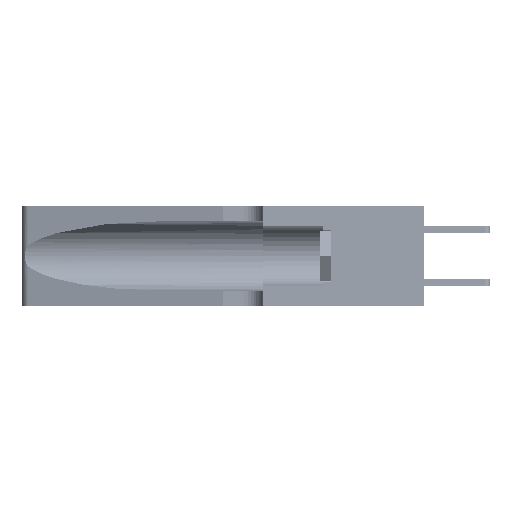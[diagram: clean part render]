
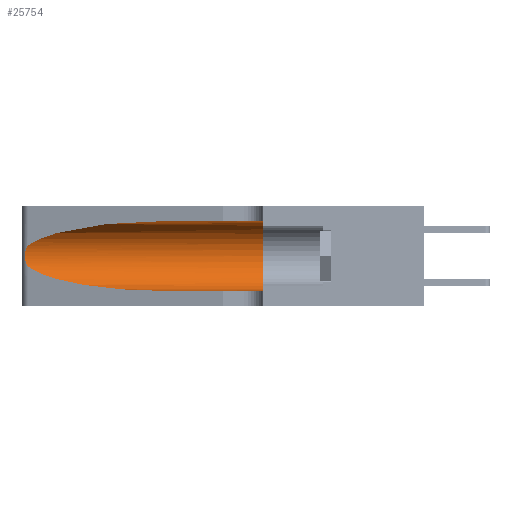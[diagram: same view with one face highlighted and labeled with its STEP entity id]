
A CAD part, left-side view. The second image highlights one B-rep face of the part: STEP entity #25754.
In plain terms, the highlighted cylindrical face has radius 3.308 mm (diameter 6.617 mm), a partial arc.
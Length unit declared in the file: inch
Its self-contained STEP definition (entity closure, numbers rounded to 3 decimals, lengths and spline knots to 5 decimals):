
#208 = CARTESIAN_POINT ( 'NONE',  ( 0.25555, 1.22994, 0.2215 ) ) ;
#900 =( BOUNDED_CURVE ( )  B_SPLINE_CURVE ( 3, ( #37444, #31100, #40904, #15490 ),
 .UNSPECIFIED., .F., .T. ) 
 B_SPLINE_CURVE_WITH_KNOTS ( ( 4, 4 ),
 ( 1.5708, 2.84003 ),
 .UNSPECIFIED. ) 
 CURVE ( )  GEOMETRIC_REPRESENTATION_ITEM ( )  RATIONAL_B_SPLINE_CURVE ( ( 1., 0.87, 0.87, 1. ) ) 
 REPRESENTATION_ITEM ( '' )  );
#1905 = AXIS2_PLACEMENT_3D ( 'NONE', #40097, #8756, #33898 ) ;
#2960 = CARTESIAN_POINT ( 'NONE',  ( 0.25639, 1.23186, 0.15144 ) ) ;
#3295 = DIRECTION ( 'NONE',  ( 0., 0., 1. ) ) ;
#3322 = VERTEX_POINT ( 'NONE', #18367 ) ;
#3355 = VERTEX_POINT ( 'NONE', #5115 ) ;
#3764 = EDGE_LOOP ( 'NONE', ( #3925, #30864, #17315, #31688, #10081, #25627 ) ) ;
#3925 = ORIENTED_EDGE ( 'NONE', *, *, #18710, .T. ) ;
#3948 = LINE ( 'NONE', #6835, #40028 ) ;
#4364 = CARTESIAN_POINT ( 'NONE',  ( 0.1305, 0.72297, 0.05475 ) ) ;
#5115 = CARTESIAN_POINT ( 'NONE',  ( 0.1305, 0.72297, 0.31525 ) ) ;
#5438 = VERTEX_POINT ( 'NONE', #22928 ) ;
#6157 = CARTESIAN_POINT ( 'NONE',  ( 0.25787, 1.23484, 0.2124 ) ) ;
#6835 = CARTESIAN_POINT ( 'NONE',  ( 0.1305, 1.61858, 0.05475 ) ) ;
#7690 = CIRCLE ( 'NONE', #13422, 0.13025 ) ;
#7952 = CARTESIAN_POINT ( 'NONE',  ( 0.2373, 1.15595, 0.08982 ) ) ;
#7967 = VERTEX_POINT ( 'NONE', #9124 ) ;
#8409 = CARTESIAN_POINT ( 'NONE',  ( 0.1305, 0.35, 0.05475 ) ) ;
#8756 = DIRECTION ( 'NONE',  ( 0., -1., 0. ) ) ;
#9124 = CARTESIAN_POINT ( 'NONE',  ( 0.1305, 0.72297, 0.05475 ) ) ;
#9320 = CARTESIAN_POINT ( 'NONE',  ( 0.25487, 1.22718, 0.14631 ) ) ;
#10081 = ORIENTED_EDGE ( 'NONE', *, *, #20081, .F. ) ;
#11090 = EDGE_CURVE ( 'NONE', #5438, #3322, #26723, .T. ) ;
#12325 = CYLINDRICAL_SURFACE ( 'NONE', #1905, 0.13025 ) ;
#13422 = AXIS2_PLACEMENT_3D ( 'NONE', #25665, #22241, #3295 ) ;
#14907 = EDGE_CURVE ( 'NONE', #3322, #7967, #31040, .T. ) ;
#15490 = CARTESIAN_POINT ( 'NONE',  ( 0.25487, 1.22718, 0.22369 ) ) ;
#15538 = CARTESIAN_POINT ( 'NONE',  ( 0.25487, 1.22718, 0.22369 ) ) ;
#15681 = CARTESIAN_POINT ( 'NONE',  ( 0.25639, 1.23184, 0.21858 ) ) ;
#17315 = ORIENTED_EDGE ( 'NONE', *, *, #14907, .T. ) ;
#18367 = CARTESIAN_POINT ( 'NONE',  ( 0.25487, 1.22718, 0.14631 ) ) ;
#18710 = EDGE_CURVE ( 'NONE', #3355, #5438, #900, .T. ) ;
#18843 = CARTESIAN_POINT ( 'NONE',  ( 0.25555, 1.22993, 0.14849 ) ) ;
#20081 = EDGE_CURVE ( 'NONE', #38794, #23732, #7690, .T. ) ;
#21931 = CARTESIAN_POINT ( 'NONE',  ( 0.25789, 1.23486, 0.15765 ) ) ;
#22196 = CARTESIAN_POINT ( 'NONE',  ( 0.26075, 1.23896, 0.19203 ) ) ;
#22241 = DIRECTION ( 'NONE',  ( 0., 1., 0. ) ) ;
#22645 = CARTESIAN_POINT ( 'NONE',  ( 0.1305, 0.35, 0.31525 ) ) ;
#22928 = CARTESIAN_POINT ( 'NONE',  ( 0.25487, 1.22718, 0.22369 ) ) ;
#23304 = CARTESIAN_POINT ( 'NONE',  ( 0.25487, 1.22718, 0.14631 ) ) ;
#23732 = VERTEX_POINT ( 'NONE', #8409 ) ;
#25190 = CARTESIAN_POINT ( 'NONE',  ( 0.26018, 1.23835, 0.19895 ) ) ;
#25492 = EDGE_CURVE ( 'NONE', #7967, #23732, #3948, .T. ) ;
#25627 = ORIENTED_EDGE ( 'NONE', *, *, #38742, .F. ) ;
#25665 = CARTESIAN_POINT ( 'NONE',  ( 0.1305, 0.35, 0.185 ) ) ;
#25751 = VECTOR ( 'NONE', #40340, 39.37008 ) ;
#25754 = ADVANCED_FACE ( 'NONE', ( #30118 ), #12325, .F. ) ;
#26723 = B_SPLINE_CURVE_WITH_KNOTS ( 'NONE', 3,
 ( #15538, #208, #15681, #6157, #34466, #25190, #22196, #28226, #37625, #40820, #21931, #2960, #18843, #9320 ),
 .UNSPECIFIED., .F., .F.,
 ( 4, 2, 2, 2, 2, 2, 4 ),
 ( 0., 0.00027, 0.00053, 0.00107, 0.0016, 0.00187, 0.00214 ),
 .UNSPECIFIED. ) ;
#28226 = CARTESIAN_POINT ( 'NONE',  ( 0.26075, 1.23896, 0.178 ) ) ;
#30050 = CARTESIAN_POINT ( 'NONE',  ( 0.18966, 0.96281, 0.05475 ) ) ;
#30118 = FACE_OUTER_BOUND ( 'NONE', #3764, .T. ) ;
#30864 = ORIENTED_EDGE ( 'NONE', *, *, #11090, .T. ) ;
#31040 =( BOUNDED_CURVE ( )  B_SPLINE_CURVE ( 3, ( #23304, #7952, #30050, #4364 ),
 .UNSPECIFIED., .F., .T. ) 
 B_SPLINE_CURVE_WITH_KNOTS ( ( 4, 4 ),
 ( 3.44316, 4.71239 ),
 .UNSPECIFIED. ) 
 CURVE ( )  GEOMETRIC_REPRESENTATION_ITEM ( )  RATIONAL_B_SPLINE_CURVE ( ( 1., 0.87, 0.87, 1. ) ) 
 REPRESENTATION_ITEM ( '' )  );
#31100 = CARTESIAN_POINT ( 'NONE',  ( 0.18966, 0.96281, 0.31525 ) ) ;
#31688 = ORIENTED_EDGE ( 'NONE', *, *, #25492, .T. ) ;
#33898 = DIRECTION ( 'NONE',  ( 0., 0., -1. ) ) ;
#34466 = CARTESIAN_POINT ( 'NONE',  ( 0.25854, 1.2359, 0.20912 ) ) ;
#35665 = LINE ( 'NONE', #37148, #25751 ) ;
#37148 = CARTESIAN_POINT ( 'NONE',  ( 0.1305, 1.61858, 0.31525 ) ) ;
#37444 = CARTESIAN_POINT ( 'NONE',  ( 0.1305, 0.72297, 0.31525 ) ) ;
#37625 = CARTESIAN_POINT ( 'NONE',  ( 0.26017, 1.23833, 0.17102 ) ) ;
#38742 = EDGE_CURVE ( 'NONE', #3355, #38794, #35665, .T. ) ;
#38745 = DIRECTION ( 'NONE',  ( 0., -1., 0. ) ) ;
#38794 = VERTEX_POINT ( 'NONE', #22645 ) ;
#40028 = VECTOR ( 'NONE', #38745, 39.37008 ) ;
#40097 = CARTESIAN_POINT ( 'NONE',  ( 0.1305, 1.61858, 0.185 ) ) ;
#40340 = DIRECTION ( 'NONE',  ( 0., -1., 0. ) ) ;
#40820 = CARTESIAN_POINT ( 'NONE',  ( 0.25856, 1.23593, 0.16098 ) ) ;
#40904 = CARTESIAN_POINT ( 'NONE',  ( 0.2373, 1.15595, 0.28018 ) ) ;
